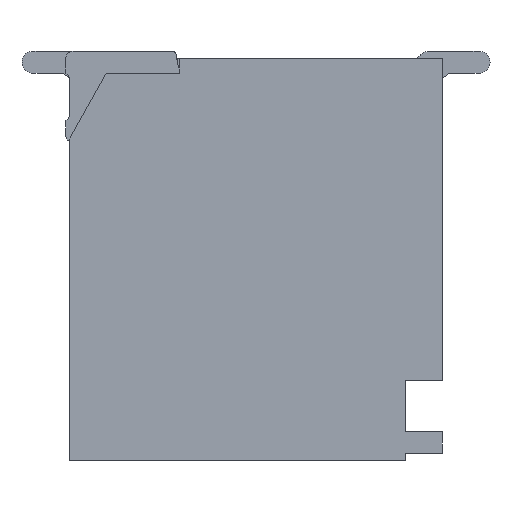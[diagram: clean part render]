
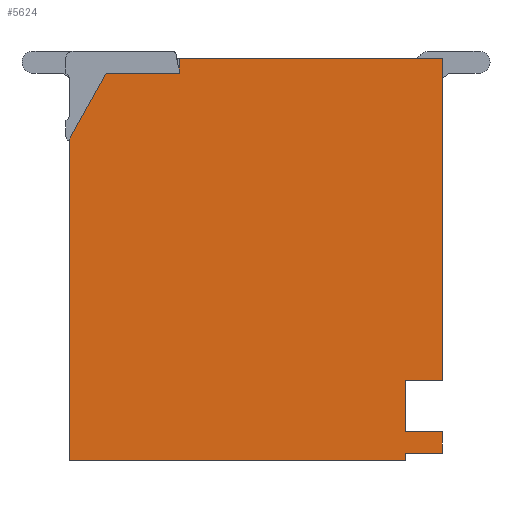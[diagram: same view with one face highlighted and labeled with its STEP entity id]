
A CAD part, left-side view. The second image highlights one B-rep face of the part: STEP entity #5624.
In plain terms, the highlighted planar face has unit normal (-1, 0, 0).
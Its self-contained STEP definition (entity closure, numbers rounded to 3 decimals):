
#260 = CARTESIAN_POINT ( 'NONE',  ( 5.95, 0.5, -1.65 ) ) ;
#349 = CARTESIAN_POINT ( 'NONE',  ( 5.95, 3.6, 2.55 ) ) ;
#409 = PLANE ( 'NONE',  #4956 ) ;
#559 = CARTESIAN_POINT ( 'NONE',  ( 5.95, 5.1, 1.65 ) ) ;
#572 = VECTOR ( 'NONE', #8515, 1000. ) ;
#573 = DIRECTION ( 'NONE',  ( 0., 0., 1. ) ) ;
#993 = EDGE_CURVE ( 'NONE', #13853, #6551, #6362, .T. ) ;
#1236 = CARTESIAN_POINT ( 'NONE',  ( 5.95, 0., 2.75 ) ) ;
#1267 = VECTOR ( 'NONE', #573, 1000. ) ;
#1431 = CARTESIAN_POINT ( 'NONE',  ( 5.95, 0., -2.35 ) ) ;
#1557 = FACE_OUTER_BOUND ( 'NONE', #5389, .T. ) ;
#1686 = CARTESIAN_POINT ( 'NONE',  ( 5.95, 0.5, -1.65 ) ) ;
#1727 = EDGE_CURVE ( 'NONE', #9908, #13710, #6468, .T. ) ;
#1824 = DIRECTION ( 'NONE',  ( 0., 0., 1. ) ) ;
#1838 = LINE ( 'NONE', #7683, #10521 ) ;
#1911 = DIRECTION ( 'NONE',  ( 0., 0., 1. ) ) ;
#2057 = VECTOR ( 'NONE', #14691, 1000. ) ;
#2315 = VECTOR ( 'NONE', #7947, 1000. ) ;
#2492 = ORIENTED_EDGE ( 'NONE', *, *, #7988, .T. ) ;
#2564 = VERTEX_POINT ( 'NONE', #6120 ) ;
#2583 = VECTOR ( 'NONE', #1824, 1000. ) ;
#2747 = VECTOR ( 'NONE', #5078, 1000. ) ;
#2813 = VECTOR ( 'NONE', #13677, 1000. ) ;
#2951 = VERTEX_POINT ( 'NONE', #12088 ) ;
#3005 = VERTEX_POINT ( 'NONE', #9577 ) ;
#3323 = LINE ( 'NONE', #8925, #2315 ) ;
#3550 = CARTESIAN_POINT ( 'NONE',  ( 5.95, 5.1, -2.75 ) ) ;
#3600 = EDGE_CURVE ( 'NONE', #9128, #2564, #5978, .T. ) ;
#3817 = ORIENTED_EDGE ( 'NONE', *, *, #3600, .T. ) ;
#3989 = CARTESIAN_POINT ( 'NONE',  ( 5.95, 4.6, 2.55 ) ) ;
#4022 = ORIENTED_EDGE ( 'NONE', *, *, #4922, .F. ) ;
#4301 = EDGE_CURVE ( 'NONE', #13853, #11168, #5496, .T. ) ;
#4449 = CARTESIAN_POINT ( 'NONE',  ( 5.95, 0.5, -2.65 ) ) ;
#4828 = ORIENTED_EDGE ( 'NONE', *, *, #14538, .T. ) ;
#4922 = EDGE_CURVE ( 'NONE', #6551, #8271, #14744, .T. ) ;
#4956 = AXIS2_PLACEMENT_3D ( 'NONE', #7540, #5048, #13397 ) ;
#5048 = DIRECTION ( 'NONE',  ( 1., 0., 0. ) ) ;
#5078 = DIRECTION ( 'NONE',  ( 0., 0., 1. ) ) ;
#5284 = LINE ( 'NONE', #3989, #7101 ) ;
#5389 = EDGE_LOOP ( 'NONE', ( #11844, #10063, #11357, #11436, #14456, #4828, #7441, #3817, #14029, #4022, #14743, #9735, #2492 ) ) ;
#5496 = LINE ( 'NONE', #6632, #2057 ) ;
#5624 = ADVANCED_FACE ( 'NONE', ( #1557 ), #409, .F. ) ;
#5978 = LINE ( 'NONE', #260, #2813 ) ;
#6087 = VECTOR ( 'NONE', #11446, 1000. ) ;
#6120 = CARTESIAN_POINT ( 'NONE',  ( 5.95, 0., -1.65 ) ) ;
#6154 = EDGE_CURVE ( 'NONE', #9908, #13975, #1838, .T. ) ;
#6362 = LINE ( 'NONE', #349, #1267 ) ;
#6468 = LINE ( 'NONE', #10642, #572 ) ;
#6550 = EDGE_CURVE ( 'NONE', #13975, #3005, #3323, .T. ) ;
#6551 = VERTEX_POINT ( 'NONE', #13577 ) ;
#6632 = CARTESIAN_POINT ( 'NONE',  ( 5.95, 3.6, 2.55 ) ) ;
#6805 = EDGE_CURVE ( 'NONE', #2564, #8271, #12263, .T. ) ;
#7101 = VECTOR ( 'NONE', #14554, 1000. ) ;
#7294 = LINE ( 'NONE', #14365, #2583 ) ;
#7351 = LINE ( 'NONE', #11989, #2747 ) ;
#7381 = EDGE_CURVE ( 'NONE', #11765, #9128, #13469, .T. ) ;
#7441 = ORIENTED_EDGE ( 'NONE', *, *, #7381, .T. ) ;
#7540 = CARTESIAN_POINT ( 'NONE',  ( 5.95, 2.55, 0. ) ) ;
#7616 = EDGE_CURVE ( 'NONE', #13710, #8082, #7294, .T. ) ;
#7683 = CARTESIAN_POINT ( 'NONE',  ( 5.95, 0.5, -2.75 ) ) ;
#7947 = DIRECTION ( 'NONE',  ( 0., -1., 0. ) ) ;
#7988 = EDGE_CURVE ( 'NONE', #11168, #8082, #5284, .T. ) ;
#8082 = VERTEX_POINT ( 'NONE', #559 ) ;
#8271 = VERTEX_POINT ( 'NONE', #1236 ) ;
#8515 = DIRECTION ( 'NONE',  ( 0., 1., 0. ) ) ;
#8525 = CARTESIAN_POINT ( 'NONE',  ( 5.95, 0.5, -2.35 ) ) ;
#8925 = CARTESIAN_POINT ( 'NONE',  ( 5.95, 0.5, -2.65 ) ) ;
#9128 = VERTEX_POINT ( 'NONE', #1686 ) ;
#9461 = VECTOR ( 'NONE', #13134, 1000. ) ;
#9577 = CARTESIAN_POINT ( 'NONE',  ( 5.95, 0., -2.65 ) ) ;
#9735 = ORIENTED_EDGE ( 'NONE', *, *, #4301, .T. ) ;
#9908 = VERTEX_POINT ( 'NONE', #11217 ) ;
#10063 = ORIENTED_EDGE ( 'NONE', *, *, #1727, .F. ) ;
#10064 = VECTOR ( 'NONE', #11119, 1000. ) ;
#10521 = VECTOR ( 'NONE', #13465, 1000. ) ;
#10642 = CARTESIAN_POINT ( 'NONE',  ( 5.95, 0.5, -2.75 ) ) ;
#10750 = CARTESIAN_POINT ( 'NONE',  ( 5.95, 3.6, 2.55 ) ) ;
#11090 = EDGE_CURVE ( 'NONE', #3005, #2951, #7351, .T. ) ;
#11119 = DIRECTION ( 'NONE',  ( 0., 0., 1. ) ) ;
#11168 = VERTEX_POINT ( 'NONE', #13586 ) ;
#11217 = CARTESIAN_POINT ( 'NONE',  ( 5.95, 0.5, -2.75 ) ) ;
#11357 = ORIENTED_EDGE ( 'NONE', *, *, #6154, .T. ) ;
#11436 = ORIENTED_EDGE ( 'NONE', *, *, #6550, .T. ) ;
#11446 = DIRECTION ( 'NONE',  ( 0., -1., 0. ) ) ;
#11554 = VECTOR ( 'NONE', #1911, 1000. ) ;
#11765 = VERTEX_POINT ( 'NONE', #8525 ) ;
#11844 = ORIENTED_EDGE ( 'NONE', *, *, #7616, .F. ) ;
#11989 = CARTESIAN_POINT ( 'NONE',  ( 5.95, 0., -2.65 ) ) ;
#12088 = CARTESIAN_POINT ( 'NONE',  ( 5.95, 0., -2.35 ) ) ;
#12263 = LINE ( 'NONE', #14320, #10064 ) ;
#12323 = CARTESIAN_POINT ( 'NONE',  ( 5.95, 0.5, -2.35 ) ) ;
#12448 = CARTESIAN_POINT ( 'NONE',  ( 5.95, 3.6, 2.75 ) ) ;
#12833 = LINE ( 'NONE', #1431, #9461 ) ;
#13134 = DIRECTION ( 'NONE',  ( 0., 1., 0. ) ) ;
#13397 = DIRECTION ( 'NONE',  ( 0., 1., 0. ) ) ;
#13465 = DIRECTION ( 'NONE',  ( 0., 0., 1. ) ) ;
#13469 = LINE ( 'NONE', #12323, #11554 ) ;
#13577 = CARTESIAN_POINT ( 'NONE',  ( 5.95, 3.6, 2.75 ) ) ;
#13586 = CARTESIAN_POINT ( 'NONE',  ( 5.95, 4.6, 2.55 ) ) ;
#13677 = DIRECTION ( 'NONE',  ( 0., -1., 0. ) ) ;
#13710 = VERTEX_POINT ( 'NONE', #3550 ) ;
#13853 = VERTEX_POINT ( 'NONE', #10750 ) ;
#13975 = VERTEX_POINT ( 'NONE', #4449 ) ;
#14029 = ORIENTED_EDGE ( 'NONE', *, *, #6805, .T. ) ;
#14320 = CARTESIAN_POINT ( 'NONE',  ( 5.95, 0., -1.65 ) ) ;
#14365 = CARTESIAN_POINT ( 'NONE',  ( 5.95, 5.1, -2.75 ) ) ;
#14456 = ORIENTED_EDGE ( 'NONE', *, *, #11090, .T. ) ;
#14538 = EDGE_CURVE ( 'NONE', #2951, #11765, #12833, .T. ) ;
#14554 = DIRECTION ( 'NONE',  ( 0., 0.486, -0.874 ) ) ;
#14691 = DIRECTION ( 'NONE',  ( 0., 1., 0. ) ) ;
#14743 = ORIENTED_EDGE ( 'NONE', *, *, #993, .F. ) ;
#14744 = LINE ( 'NONE', #12448, #6087 ) ;
